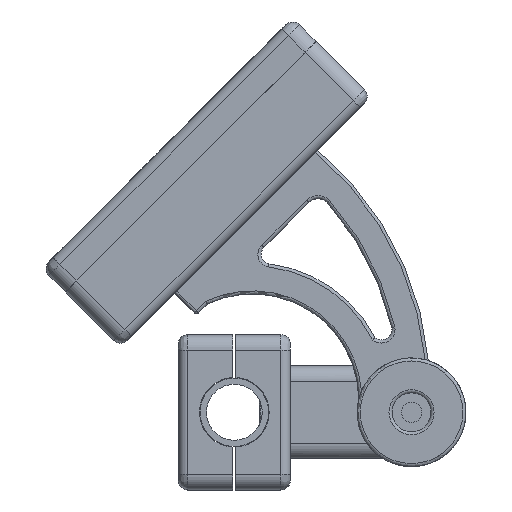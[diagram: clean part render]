
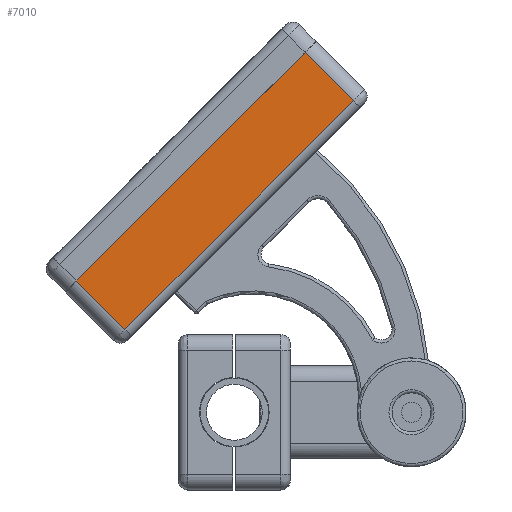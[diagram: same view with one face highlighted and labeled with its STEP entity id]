
A CAD part, left-side view. The second image highlights one B-rep face of the part: STEP entity #7010.
In plain terms, the highlighted planar face has unit normal (-1, 0, 0).
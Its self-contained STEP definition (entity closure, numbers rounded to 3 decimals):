
#415=PLANE('',#7680);
#592=LINE('',#11092,#994);
#609=LINE('',#11252,#1011);
#610=LINE('',#11256,#1012);
#611=LINE('',#11257,#1013);
#994=VECTOR('',#8785,1.);
#1011=VECTOR('',#8876,1.);
#1012=VECTOR('',#8881,1.);
#1013=VECTOR('',#8882,1.);
#1667=FACE_OUTER_BOUND('',#2124,.T.);
#2124=EDGE_LOOP('',(#5169,#5170,#5171,#5172));
#3160=VERTEX_POINT('',#11087);
#3161=VERTEX_POINT('',#11091);
#3198=VERTEX_POINT('',#11251);
#3199=VERTEX_POINT('',#11255);
#3888=EDGE_CURVE('',#3160,#3161,#592,.T.);
#3941=EDGE_CURVE('',#3161,#3198,#609,.T.);
#3943=EDGE_CURVE('',#3199,#3160,#610,.T.);
#3944=EDGE_CURVE('',#3198,#3199,#611,.T.);
#5169=ORIENTED_EDGE('',*,*,#3943,.F.);
#5170=ORIENTED_EDGE('',*,*,#3944,.F.);
#5171=ORIENTED_EDGE('',*,*,#3941,.F.);
#5172=ORIENTED_EDGE('',*,*,#3888,.F.);
#7010=ADVANCED_FACE('',(#1667),#415,.T.);
#7680=AXIS2_PLACEMENT_3D('',#11254,#8879,#8880);
#8785=DIRECTION('',(0.,1.,0.));
#8876=DIRECTION('',(0.,0.,1.));
#8879=DIRECTION('center_axis',(-1.,0.,0.));
#8880=DIRECTION('ref_axis',(0.,1.,0.));
#8881=DIRECTION('',(0.,0.,-1.));
#8882=DIRECTION('',(0.,-1.,0.));
#11087=CARTESIAN_POINT('',(-101.,-52.,0.));
#11091=CARTESIAN_POINT('',(-101.,52.,0.));
#11092=CARTESIAN_POINT('',(-101.,-28.5,0.));
#11251=CARTESIAN_POINT('',(-101.,52.,22.));
#11252=CARTESIAN_POINT('',(-101.,52.,17.));
#11254=CARTESIAN_POINT('Origin',(-101.,-57.,7.));
#11255=CARTESIAN_POINT('',(-101.,-52.,22.));
#11256=CARTESIAN_POINT('',(-101.,-52.,7.));
#11257=CARTESIAN_POINT('',(-101.,-28.5,22.));
